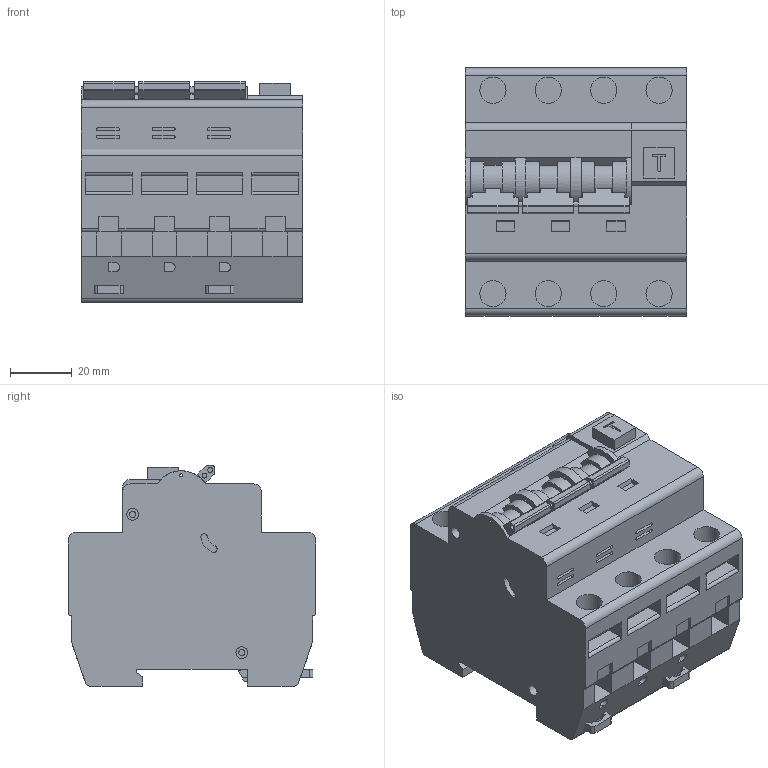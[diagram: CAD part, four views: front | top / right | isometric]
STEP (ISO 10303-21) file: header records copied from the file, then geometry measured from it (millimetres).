
FILE_DESCRIPTION (( 'STEP AP214' ), '1' );
FILE_NAME ('01.02.03.02 擢黨 34.STEP', '2017-03-21T06:21:59', ( '' ), ( '' ), 'SwSTEP 2.0', 'SolidWorks 2014', '' );
FILE_SCHEMA (( 'AUTOMOTIVE_DESIGN' ));
Length unit declared in the file: millimetre
Products named in the file (1): 01.02.03.02 擢黨 34
Bounding box: 72 x 80.6 x 71.57 mm (x, y, z)
Volume: 302996.8 mm3; surface area: 41376.9 mm2
Topology: 1 solids, 1 shells, 518 faces, 1341 edges, 874 vertices
Faces by surface type: plane 389, cylinder 123, bspline 6
Full cylindrical faces by diameter (mm): 1 x4, 1.6 x7, 2 x2, 3.8 x2, 8.5 x8
Entity records: 21389 total; most frequent: CARTESIAN_POINT 3000, ORIENTED_EDGE 2610, DIRECTION 2532, EDGE_CURVE 1305, VECTOR 1034, LINE 1034, VERTEX_POINT 861, AXIS2_PLACEMENT_3D 749
